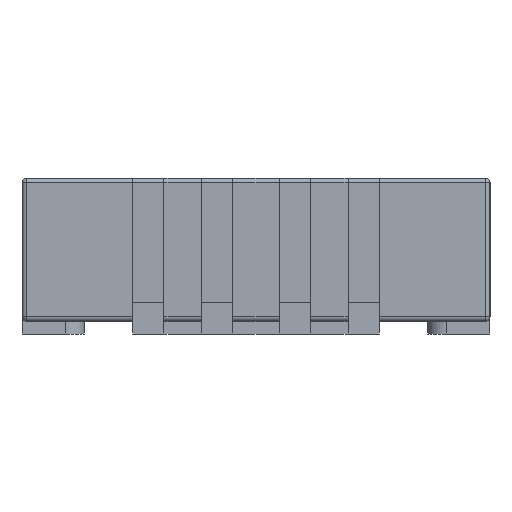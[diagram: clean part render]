
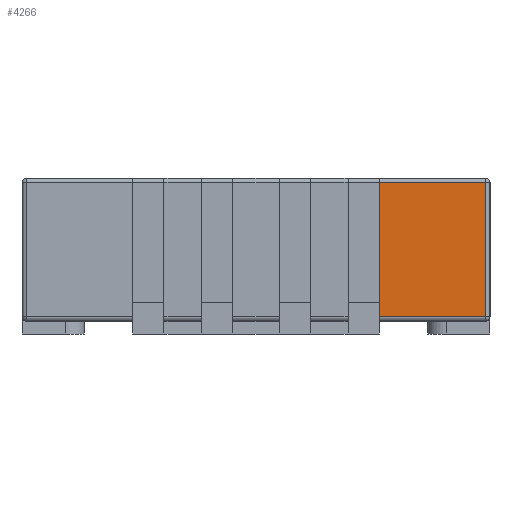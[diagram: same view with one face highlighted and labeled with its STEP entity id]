
A CAD part, left-side view. The second image highlights one B-rep face of the part: STEP entity #4266.
In plain terms, the highlighted planar face has unit normal (-1, 0, 0).
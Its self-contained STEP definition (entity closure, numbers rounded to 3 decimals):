
#172=PLANE('',#4651);
#401=FACE_OUTER_BOUND('',#646,.T.);
#646=EDGE_LOOP('',(#3476,#3477,#3478,#3479,#3480));
#854=LINE('',#6354,#1323);
#856=LINE('',#6367,#1325);
#926=LINE('',#6595,#1395);
#1047=LINE('',#6853,#1516);
#1060=LINE('',#6879,#1529);
#1323=VECTOR('',#5072,10.);
#1325=VECTOR('',#5088,10.);
#1395=VECTOR('',#5330,10.);
#1516=VECTOR('',#5583,10.);
#1529=VECTOR('',#5606,10.);
#1971=VERTEX_POINT('',#6346);
#1973=VERTEX_POINT('',#6352);
#1975=VERTEX_POINT('',#6360);
#2049=VERTEX_POINT('',#6593);
#2120=VERTEX_POINT('',#6851);
#2368=EDGE_CURVE('',#1971,#1973,#854,.T.);
#2374=EDGE_CURVE('',#1975,#1971,#856,.T.);
#2489=EDGE_CURVE('',#2049,#1975,#926,.T.);
#2624=EDGE_CURVE('',#2049,#2120,#1047,.T.);
#2637=EDGE_CURVE('',#2120,#1973,#1060,.T.);
#3476=ORIENTED_EDGE('',*,*,#2489,.F.);
#3477=ORIENTED_EDGE('',*,*,#2624,.T.);
#3478=ORIENTED_EDGE('',*,*,#2637,.T.);
#3479=ORIENTED_EDGE('',*,*,#2368,.F.);
#3480=ORIENTED_EDGE('',*,*,#2374,.F.);
#4266=ADVANCED_FACE('',(#401),#172,.T.);
#4651=AXIS2_PLACEMENT_3D('',#6878,#5604,#5605);
#5072=DIRECTION('',(0.,1.,0.));
#5088=DIRECTION('',(0.,0.,-1.));
#5330=DIRECTION('',(0.,-1.,0.));
#5583=DIRECTION('',(0.,0.,-1.));
#5604=DIRECTION('center_axis',(-1.,0.,0.));
#5605=DIRECTION('ref_axis',(0.,-1.,0.));
#5606=DIRECTION('',(0.,0.,-1.));
#6346=CARTESIAN_POINT('',(-2.,-1.47,0.11));
#6352=CARTESIAN_POINT('',(-2.,-0.79,0.11));
#6354=CARTESIAN_POINT('',(-2.,0.75,0.11));
#6360=CARTESIAN_POINT('',(-2.,-1.47,0.97));
#6367=CARTESIAN_POINT('',(-2.,-1.47,0.08));
#6593=CARTESIAN_POINT('',(-2.,-0.79,0.97));
#6595=CARTESIAN_POINT('',(-2.,0.75,0.97));
#6851=CARTESIAN_POINT('',(-2.,-0.79,0.2));
#6853=CARTESIAN_POINT('',(-2.,-0.79,0.08));
#6878=CARTESIAN_POINT('Origin',(-2.,1.5,0.08));
#6879=CARTESIAN_POINT('',(-2.,-0.79,0.08));
